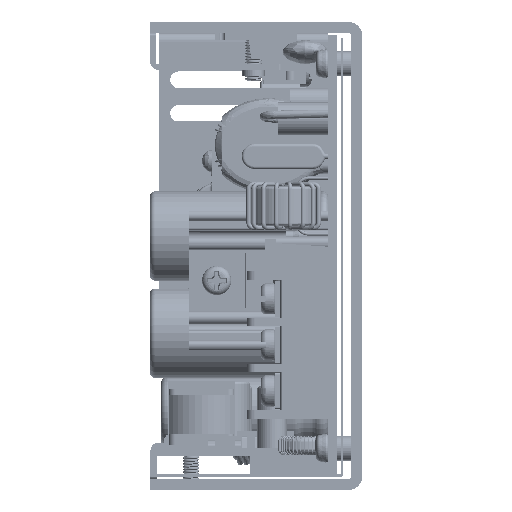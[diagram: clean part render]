
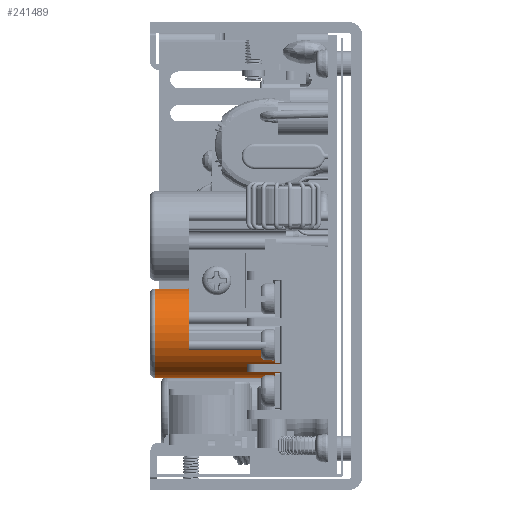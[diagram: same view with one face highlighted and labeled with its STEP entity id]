
A CAD part, left-side view. The second image highlights one B-rep face of the part: STEP entity #241489.
In plain terms, the highlighted cylindrical face has radius 8 mm (diameter 16 mm), a partial arc.
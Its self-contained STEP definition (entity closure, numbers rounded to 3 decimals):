
#163073 = CARTESIAN_POINT ( 'NONE',  ( 0., -2.995, -8. ) ) ;
#163080 = CARTESIAN_POINT ( 'NONE',  ( 0., -2.995, 8. ) ) ;
#163649 = CARTESIAN_POINT ( 'NONE',  ( 0., 22.981, 8. ) ) ;
#163653 = CARTESIAN_POINT ( 'NONE',  ( 0., 22.981, -8. ) ) ;
#163836 = DIRECTION ( 'NONE',  ( 0., -1., 0. ) ) ;
#163837 = VECTOR ( 'NONE', #163836, 1000. ) ;
#163838 = CARTESIAN_POINT ( 'NONE',  ( 0., 23.981, -8. ) ) ;
#163841 = LINE ( 'NONE', #163838, #163837 ) ;
#164098 = DIRECTION ( 'NONE',  ( 0., -1., 0. ) ) ;
#164099 = VECTOR ( 'NONE', #164098, 1000. ) ;
#164100 = CARTESIAN_POINT ( 'NONE',  ( 0., 23.981, 8. ) ) ;
#164113 = LINE ( 'NONE', #164100, #164099 ) ;
#164358 = FACE_OUTER_BOUND ( 'NONE', #241492, .T. ) ;
#164424 = DIRECTION ( 'NONE',  ( 0., 0., 1. ) ) ;
#164425 = DIRECTION ( 'NONE',  ( 0., -1., 0. ) ) ;
#164426 = CARTESIAN_POINT ( 'NONE',  ( 0., 22.981, 0. ) ) ;
#164427 = AXIS2_PLACEMENT_3D ( 'NONE', #164426, #164425, #164424 ) ;
#164428 = CIRCLE ( 'NONE', #164427, 8. ) ;
#164438 = DIRECTION ( 'NONE',  ( 0., 0., -1. ) ) ;
#164439 = DIRECTION ( 'NONE',  ( 0., -1., 0. ) ) ;
#164440 = AXIS2_PLACEMENT_3D ( 'NONE', #164445, #164439, #164438 ) ;
#164442 = CYLINDRICAL_SURFACE ( 'NONE', #164440, 8. ) ;
#164445 = CARTESIAN_POINT ( 'NONE',  ( 0., 23.981, 0. ) ) ;
#164661 = DIRECTION ( 'NONE',  ( 0., 0., -1. ) ) ;
#164663 = DIRECTION ( 'NONE',  ( 0., 1., 0. ) ) ;
#164665 = CARTESIAN_POINT ( 'NONE',  ( 0., -2.995, 0. ) ) ;
#164666 = AXIS2_PLACEMENT_3D ( 'NONE', #164665, #164663, #164661 ) ;
#164668 = CIRCLE ( 'NONE', #164666, 8. ) ;
#240869 = VERTEX_POINT ( 'NONE', #163080 ) ;
#240873 = VERTEX_POINT ( 'NONE', #163073 ) ;
#241104 = VERTEX_POINT ( 'NONE', #163653 ) ;
#241107 = VERTEX_POINT ( 'NONE', #163649 ) ;
#241154 = EDGE_CURVE ( 'NONE', #241104, #240873, #163841, .T. ) ;
#241289 = EDGE_CURVE ( 'NONE', #241107, #240869, #164113, .T. ) ;
#241489 = ADVANCED_FACE ( '��3', ( #164358 ), #164442, .T. ) ;
#241492 = EDGE_LOOP ( 'NONE', ( #241494, #241497, #241549, #241551 ) ) ;
#241494 = ORIENTED_EDGE ( 'NONE', *, *, #241289, .F. ) ;
#241497 = ORIENTED_EDGE ( 'NONE', *, *, #241502, .T. ) ;
#241502 = EDGE_CURVE ( '��u24', #241107, #241104, #164428, .T. ) ;
#241549 = ORIENTED_EDGE ( 'NONE', *, *, #241154, .T. ) ;
#241551 = ORIENTED_EDGE ( 'NONE', *, *, #241553, .T. ) ;
#241553 = EDGE_CURVE ( '��u14', #240873, #240869, #164668, .T. ) ;
